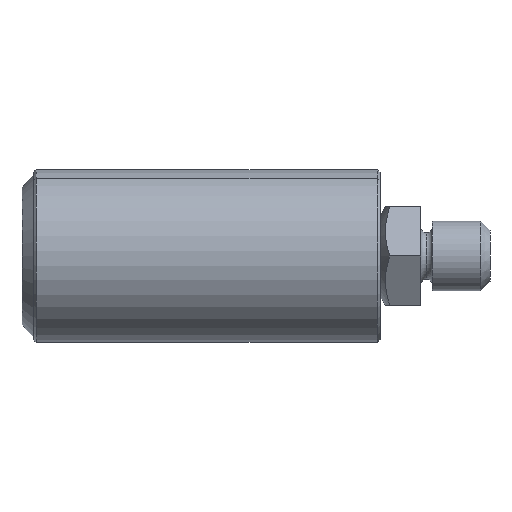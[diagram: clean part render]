
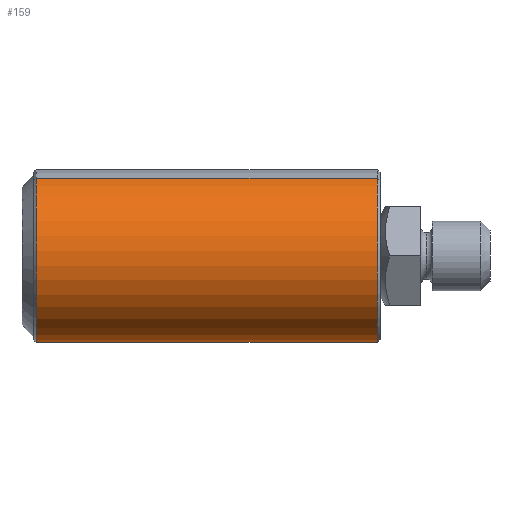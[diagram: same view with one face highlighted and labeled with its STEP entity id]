
A CAD part, left-side view. The second image highlights one B-rep face of the part: STEP entity #159.
In plain terms, the highlighted cylindrical face has radius 15 mm (diameter 30 mm), a partial arc.
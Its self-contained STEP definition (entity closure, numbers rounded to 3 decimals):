
#17 = ORIENTED_EDGE ( 'NONE', *, *, #460, .T. ) ;
#57 = CARTESIAN_POINT ( 'NONE',  ( 0., 0.5, 0. ) ) ;
#86 = LINE ( 'NONE', #2234, #329 ) ;
#159 = ADVANCED_FACE ( 'NONE', ( #2116 ), #710, .T. ) ;
#266 = DIRECTION ( 'NONE',  ( 0., -1., 0. ) ) ;
#267 = DIRECTION ( 'NONE',  ( 0., 1., 0. ) ) ;
#300 = VERTEX_POINT ( 'NONE', #1115 ) ;
#329 = VECTOR ( 'NONE', #266, 1000. ) ;
#348 = CARTESIAN_POINT ( 'NONE',  ( 0., 59.5, 0. ) ) ;
#460 = EDGE_CURVE ( 'NONE', #1768, #1791, #1282, .T. ) ;
#511 = ORIENTED_EDGE ( 'NONE', *, *, #1494, .T. ) ;
#528 = DIRECTION ( 'NONE',  ( 0., -1., 0. ) ) ;
#576 = ORIENTED_EDGE ( 'NONE', *, *, #1382, .T. ) ;
#688 = EDGE_CURVE ( 'NONE', #300, #1791, #86, .T. ) ;
#710 = CYLINDRICAL_SURFACE ( 'NONE', #1392, 15. ) ;
#882 = AXIS2_PLACEMENT_3D ( 'NONE', #57, #267, #1738 ) ;
#1059 = CIRCLE ( 'NONE', #1594, 15. ) ;
#1115 = CARTESIAN_POINT ( 'NONE',  ( 0., 59.5, 15. ) ) ;
#1212 = CARTESIAN_POINT ( 'NONE',  ( 0., 0., -15. ) ) ;
#1225 = VERTEX_POINT ( 'NONE', #2242 ) ;
#1282 = CIRCLE ( 'NONE', #882, 15. ) ;
#1332 = CARTESIAN_POINT ( 'NONE',  ( 0., 0.5, -15. ) ) ;
#1374 = EDGE_LOOP ( 'NONE', ( #2269, #511, #576, #17 ) ) ;
#1382 = EDGE_CURVE ( 'NONE', #1225, #1768, #1565, .T. ) ;
#1392 = AXIS2_PLACEMENT_3D ( 'NONE', #2334, #528, #1956 ) ;
#1480 = DIRECTION ( 'NONE',  ( 0., 0., -1. ) ) ;
#1494 = EDGE_CURVE ( 'NONE', #300, #1225, #1059, .T. ) ;
#1549 = CARTESIAN_POINT ( 'NONE',  ( 0., 0.5, 15. ) ) ;
#1565 = LINE ( 'NONE', #1212, #2219 ) ;
#1594 = AXIS2_PLACEMENT_3D ( 'NONE', #348, #1971, #1480 ) ;
#1738 = DIRECTION ( 'NONE',  ( 0., 0., 1. ) ) ;
#1768 = VERTEX_POINT ( 'NONE', #1332 ) ;
#1791 = VERTEX_POINT ( 'NONE', #1549 ) ;
#1956 = DIRECTION ( 'NONE',  ( 0., 0., -1. ) ) ;
#1971 = DIRECTION ( 'NONE',  ( 0., -1., 0. ) ) ;
#2116 = FACE_OUTER_BOUND ( 'NONE', #1374, .T. ) ;
#2117 = DIRECTION ( 'NONE',  ( 0., -1., 0. ) ) ;
#2219 = VECTOR ( 'NONE', #2117, 1000. ) ;
#2234 = CARTESIAN_POINT ( 'NONE',  ( 0., 0., 15. ) ) ;
#2242 = CARTESIAN_POINT ( 'NONE',  ( 0., 59.5, -15. ) ) ;
#2269 = ORIENTED_EDGE ( 'NONE', *, *, #688, .F. ) ;
#2334 = CARTESIAN_POINT ( 'NONE',  ( 0., 0., 0. ) ) ;
